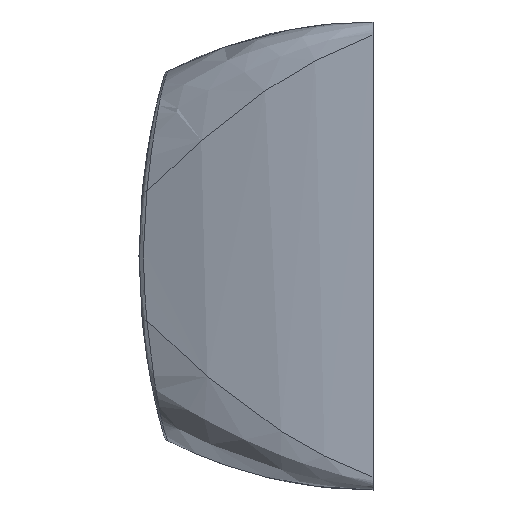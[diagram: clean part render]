
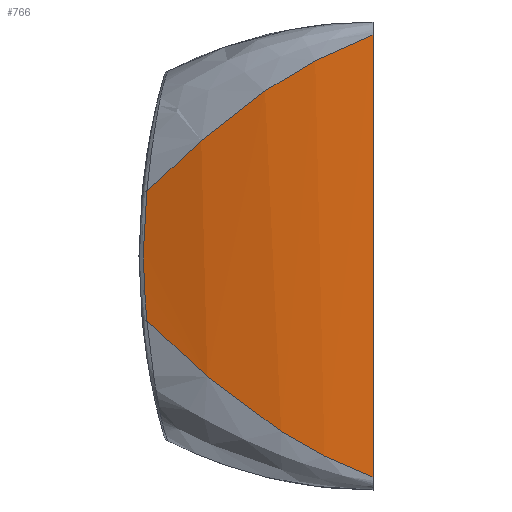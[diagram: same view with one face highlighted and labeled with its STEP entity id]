
A CAD part, left-side view. The second image highlights one B-rep face of the part: STEP entity #766.
In plain terms, the highlighted cylindrical face has radius 21.25 mm (diameter 42.5 mm), a partial arc.
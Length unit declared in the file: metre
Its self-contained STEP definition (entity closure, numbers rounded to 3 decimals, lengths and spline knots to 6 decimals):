
#46=CYLINDRICAL_SURFACE('',#830,0.02125);
#83=B_SPLINE_CURVE_WITH_KNOTS('',3,(#1259,#1260,#1261,#1262,#1263,#1264,
#1265,#1266,#1267,#1268,#1269,#1270,#1271,#1272,#1273,#1274,#1275,#1276,
#1277,#1278,#1279,#1280,#1281),.UNSPECIFIED.,.F.,.F.,(4,1,1,1,1,1,1,1,1,
1,1,1,1,1,1,1,1,1,1,1,4),(0.,0.121966,0.182949,0.243931,
0.304914,0.365897,0.42688,0.487863,
0.548846,0.609829,0.670812,0.731794,
0.74704,0.762286,0.792777,0.823269,
0.85376,0.869006,0.884252,0.914743,
0.975726),.UNSPECIFIED.);
#84=B_SPLINE_CURVE_WITH_KNOTS('',3,(#1283,#1284,#1285,#1286),
 .UNSPECIFIED.,.F.,.F.,(4,4),(0.,0.004956),.UNSPECIFIED.);
#85=B_SPLINE_CURVE_WITH_KNOTS('',3,(#1288,#1289,#1290,#1291,#1292,#1293,
#1294,#1295,#1296,#1297,#1298,#1299,#1300,#1301,#1302,#1303,#1304,#1305,
#1306,#1307,#1308,#1309,#1310,#1311,#1312,#1313),.UNSPECIFIED.,.F.,.F.,
(4,1,1,1,1,1,1,1,1,1,1,1,1,1,1,1,1,1,1,1,1,1,1,4),(0.024835,0.085783,
0.116257,0.131494,0.146731,0.177204,
0.207678,0.238152,0.253389,0.268626,0.329574,
0.390522,0.45147,0.481944,0.497181,
0.512417,0.573365,0.634313,0.695261,
0.756209,0.786683,0.817157,0.878104,
1.),.UNSPECIFIED.);
#136=ORIENTED_EDGE('',*,*,#364,.T.);
#137=ORIENTED_EDGE('',*,*,#365,.T.);
#138=ORIENTED_EDGE('',*,*,#366,.T.);
#139=ORIENTED_EDGE('',*,*,#346,.T.);
#346=EDGE_CURVE('',#462,#461,#530,.T.);
#364=EDGE_CURVE('',#461,#477,#83,.T.);
#365=EDGE_CURVE('',#477,#478,#84,.T.);
#366=EDGE_CURVE('',#478,#462,#85,.T.);
#461=VERTEX_POINT('',#1091);
#462=VERTEX_POINT('',#1093);
#477=VERTEX_POINT('',#1282);
#478=VERTEX_POINT('',#1287);
#530=LINE('',#1092,#586);
#586=VECTOR('',#897,1.);
#641=EDGE_LOOP('',(#136,#137,#138,#139));
#697=FACE_BOUND('',#641,.T.);
#766=ADVANCED_FACE('',(#697),#46,.T.);
#830=AXIS2_PLACEMENT_3D('',#1258,#909,#910);
#897=DIRECTION('',(0.,0.,1.));
#909=DIRECTION('',(0.,0.,1.));
#910=DIRECTION('',(1.,0.,0.));
#1091=CARTESIAN_POINT('',(-0.051627,0.,0.013047));
#1092=CARTESIAN_POINT('',(-0.051627,0.,-0.004453));
#1093=CARTESIAN_POINT('',(-0.051627,0.,-0.003953));
#1258=CARTESIAN_POINT('',(-0.030377,0.,-0.004453));
#1259=CARTESIAN_POINT('',(-0.051627,0.,0.013047));
#1260=CARTESIAN_POINT('',(-0.051627,0.000469,0.012878));
#1261=CARTESIAN_POINT('',(-0.051605,0.001169,0.01259));
#1262=CARTESIAN_POINT('',(-0.051524,0.002135,0.012111));
#1263=CARTESIAN_POINT('',(-0.051448,0.002783,0.011756));
#1264=CARTESIAN_POINT('',(-0.051356,0.003405,0.011387));
#1265=CARTESIAN_POINT('',(-0.051249,0.004005,0.010999));
#1266=CARTESIAN_POINT('',(-0.051143,0.004525,0.01064));
#1267=CARTESIAN_POINT('',(-0.051007,0.005107,0.01021));
#1268=CARTESIAN_POINT('',(-0.050885,0.005576,0.009844));
#1269=CARTESIAN_POINT('',(-0.05075,0.006052,0.009458));
#1270=CARTESIAN_POINT('',(-0.050599,0.006536,0.009048));
#1271=CARTESIAN_POINT('',(-0.05048,0.006893,0.008734));
#1272=CARTESIAN_POINT('',(-0.050389,0.007148,0.008504));
#1273=CARTESIAN_POINT('',(-0.050342,0.00728,0.008384));
#1274=CARTESIAN_POINT('',(-0.050279,0.007451,0.008226));
#1275=CARTESIAN_POINT('',(-0.050196,0.007667,0.008025));
#1276=CARTESIAN_POINT('',(-0.050125,0.007849,0.007853));
#1277=CARTESIAN_POINT('',(-0.05006,0.008011,0.007698));
#1278=CARTESIAN_POINT('',(-0.050011,0.00813,0.007584));
#1279=CARTESIAN_POINT('',(-0.04993,0.008325,0.007396));
#1280=CARTESIAN_POINT('',(-0.049836,0.008542,0.007184));
#1281=CARTESIAN_POINT('',(-0.049765,0.0087,0.007027));
#1282=CARTESIAN_POINT('',(-0.049765,0.0087,0.007027));
#1283=CARTESIAN_POINT('',(-0.049765,0.0087,0.007027));
#1284=CARTESIAN_POINT('',(-0.04969,0.008866,0.005375));
#1285=CARTESIAN_POINT('',(-0.04969,0.008866,0.003723));
#1286=CARTESIAN_POINT('',(-0.049765,0.0087,0.002071));
#1287=CARTESIAN_POINT('',(-0.049765,0.008701,0.002071));
#1288=CARTESIAN_POINT('',(-0.049765,0.0087,0.002071));
#1289=CARTESIAN_POINT('',(-0.049834,0.008545,0.001918));
#1290=CARTESIAN_POINT('',(-0.049927,0.00833,0.001706));
#1291=CARTESIAN_POINT('',(-0.050009,0.008134,0.001516));
#1292=CARTESIAN_POINT('',(-0.050059,0.008012,0.001398));
#1293=CARTESIAN_POINT('',(-0.050124,0.007852,0.001245));
#1294=CARTESIAN_POINT('',(-0.050195,0.007671,0.001073));
#1295=CARTESIAN_POINT('',(-0.050277,0.007455,0.000872));
#1296=CARTESIAN_POINT('',(-0.05034,0.007284,0.000715));
#1297=CARTESIAN_POINT('',(-0.050388,0.007151,0.000593));
#1298=CARTESIAN_POINT('',(-0.050479,0.006895,0.000362));
#1299=CARTESIAN_POINT('',(-0.050599,0.006537,0.000048));
#1300=CARTESIAN_POINT('',(-0.05075,0.00605,-0.000364));
#1301=CARTESIAN_POINT('',(-0.050862,0.005655,-0.000683));
#1302=CARTESIAN_POINT('',(-0.050937,0.005373,-0.000904));
#1303=CARTESIAN_POINT('',(-0.050975,0.005225,-0.001018));
#1304=CARTESIAN_POINT('',(-0.051048,0.004935,-0.001239));
#1305=CARTESIAN_POINT('',(-0.051148,0.004502,-0.001555));
#1306=CARTESIAN_POINT('',(-0.051266,0.003919,-0.001954));
#1307=CARTESIAN_POINT('',(-0.051367,0.003338,-0.002325));
#1308=CARTESIAN_POINT('',(-0.051438,0.00284,-0.00262));
#1309=CARTESIAN_POINT('',(-0.051484,0.00247,-0.002828));
#1310=CARTESIAN_POINT('',(-0.051538,0.001978,-0.003093));
#1311=CARTESIAN_POINT('',(-0.051604,0.001174,-0.003491));
#1312=CARTESIAN_POINT('',(-0.051627,0.000466,-0.003785));
#1313=CARTESIAN_POINT('',(-0.051627,0.,-0.003953));
